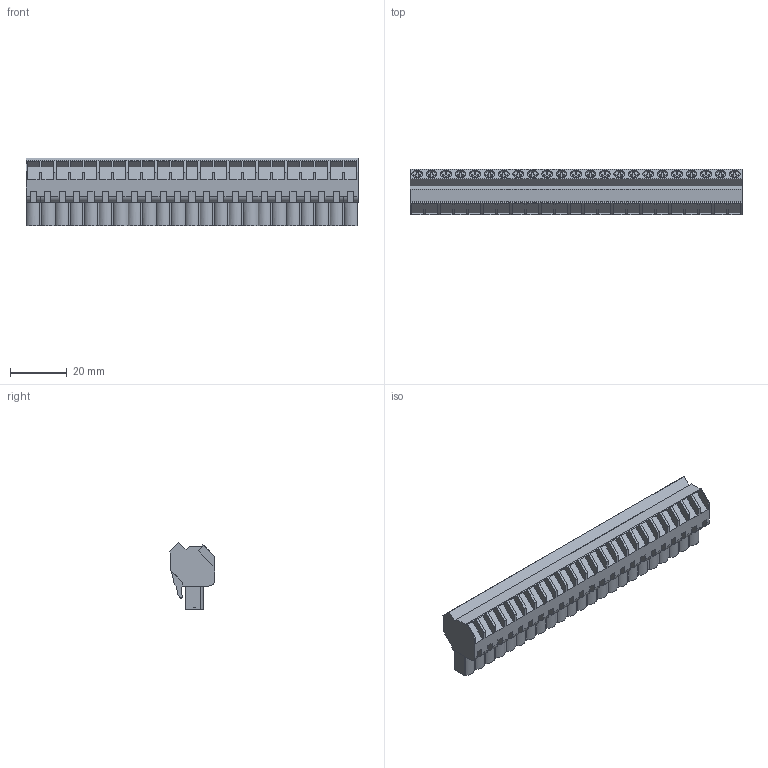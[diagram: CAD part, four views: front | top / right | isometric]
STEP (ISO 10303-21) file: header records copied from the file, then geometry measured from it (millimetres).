
FILE_DESCRIPTION(('CATIA V5 STEP Exchange','CAx-IF Rec.Pracs.--- Model Styling and Organization---1.2---2011-12-15'),'2;1');
FILE_NAME ('D1460075_0_1946460000_1946460000.stp','2017-09-23T15:15:01+00:00',('none'),('Weidmueller'),'CATIA Version 5-6 Release 2014','CATIA V5 STEP AP214','none');
FILE_SCHEMA(('AUTOMOTIVE_DESIGN { 1 0 10303 214 1 1 1 1 }'));
Length unit declared in the file: millimetre
Products named in the file (1): 1946460000
Bounding box: 116.84 x 15.88 x 23.77 mm (x, y, z)
Volume: 25031.2 mm3; surface area: 13205.6 mm2
Topology: 24 solids, 24 shells, 1198 faces, 3477 edges, 2374 vertices
Faces by surface type: plane 957, cylinder 237, extrusion 4
Entity records: 36424 total; most frequent: ORIENTED_EDGE 6954, CARTESIAN_POINT 6889, DIRECTION 4726, EDGE_CURVE 3477, VECTOR 2909, LINE 2905, VERTEX_POINT 2374, EDGE_LOOP 1245
